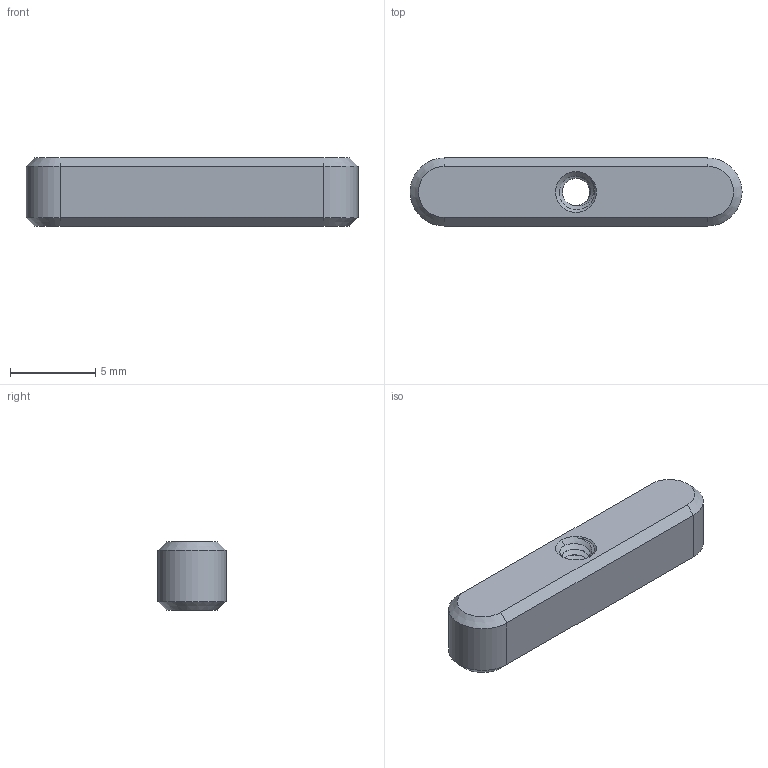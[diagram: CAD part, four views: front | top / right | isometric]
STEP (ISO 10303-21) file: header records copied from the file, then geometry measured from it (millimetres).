
FILE_DESCRIPTION (( 'STEP AP203' ), '1' );
FILE_NAME ('101.10.16K_D_3D-Zeichnung.STEP', '2024-03-19T07:04:16', ( '' ), ( '' ), 'SwSTEP 2.0', 'SolidWorks 2023', '' );
FILE_SCHEMA (( 'CONFIG_CONTROL_DESIGN' ));
Length unit declared in the file: metre
Products named in the file (3): SC16_____4x4x20L.STEP; 403.10.16_D_3D-Zeichnung.STEP; 101.10.16K_D_3D-Zeichnung
Assembly tree (2 placements, depth 3):
  101.10.16K_D_3D-Zeichnung
    403.10.16_D_3D-Zeichnung.STEP
      SC16_____4x4x20L.STEP
Bounding box: 19.5 x 4 x 4 mm (x, y, z)
Volume: 275.4 mm3; surface area: 335.5 mm2
Topology: 1 solids, 1 shells, 38 faces, 98 edges, 62 vertices
Faces by surface type: cylinder 19, cone 9, plane 8, bspline 2
Entity records: 2364 total; most frequent: CARTESIAN_POINT 1247, ORIENTED_EDGE 196, DIRECTION 153, EDGE_CURVE 98, VERTEX_POINT 62, AXIS2_PLACEMENT_3D 56, VECTOR 41, LINE 41
